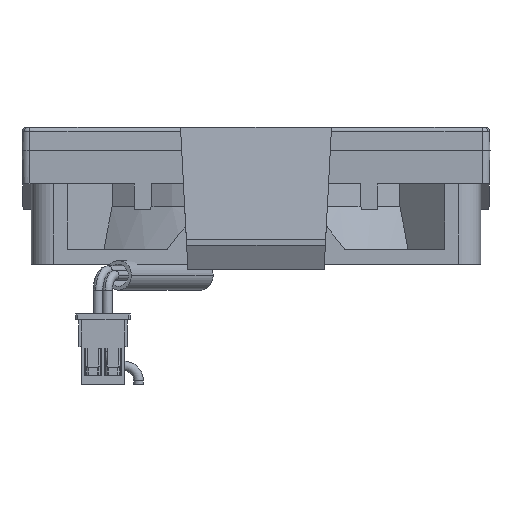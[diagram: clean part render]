
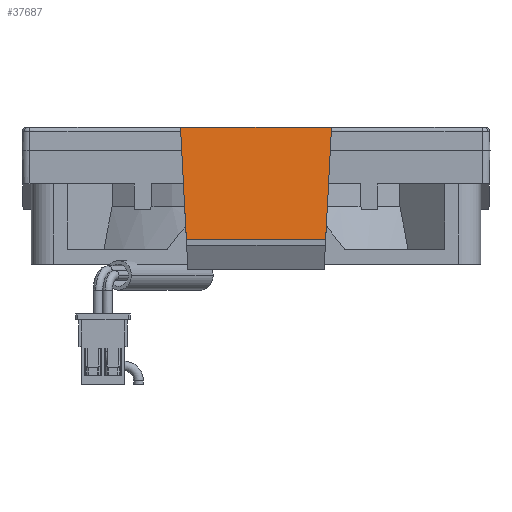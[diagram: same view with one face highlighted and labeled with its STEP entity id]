
A CAD part, left-side view. The second image highlights one B-rep face of the part: STEP entity #37687.
In plain terms, the highlighted planar face has unit normal (-0.995, 0, 0.104).
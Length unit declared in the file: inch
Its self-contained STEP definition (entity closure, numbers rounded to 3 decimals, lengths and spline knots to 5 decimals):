
#1671 = DIRECTION ( 'NONE',  ( -0.104, 0.052, -0.993 ) ) ;
#3197 = ORIENTED_EDGE ( 'NONE', *, *, #57074, .F. ) ;
#5774 = CARTESIAN_POINT ( 'NONE',  ( -1.31442, -0.38442, -0.17717 ) ) ;
#7104 = ORIENTED_EDGE ( 'NONE', *, *, #23740, .F. ) ;
#7684 = VECTOR ( 'NONE', #36247, 39.37008 ) ;
#9659 = DIRECTION ( 'NONE',  ( 0., 1., 0. ) ) ;
#11282 = DIRECTION ( 'NONE',  ( 0.105, 0., 0.995 ) ) ;
#11979 = EDGE_CURVE ( 'NONE', #27839, #46556, #65756, .T. ) ;
#13713 = EDGE_CURVE ( 'NONE', #40719, #35928, #36108, .T. ) ;
#13770 = LINE ( 'NONE', #49576, #40601 ) ;
#13877 = DIRECTION ( 'NONE',  ( -0.104, -0.052, -0.993 ) ) ;
#14992 = CARTESIAN_POINT ( 'NONE',  ( -1.34546, 0.3937, -0.47244 ) ) ;
#16214 = CARTESIAN_POINT ( 'NONE',  ( -1.27841, -0.40237, 0.16547 ) ) ;
#17106 = ORIENTED_EDGE ( 'NONE', *, *, #11979, .T. ) ;
#17538 = CARTESIAN_POINT ( 'NONE',  ( -1.29713, 0.39304, -0.0126 ) ) ;
#17889 = VECTOR ( 'NONE', #32701, 39.37008 ) ;
#21202 = PLANE ( 'NONE',  #35162 ) ;
#23616 = EDGE_LOOP ( 'NONE', ( #31345, #17106, #3197, #34444, #40304, #7104 ) ) ;
#23740 = EDGE_CURVE ( 'NONE', #57881, #40719, #13770, .T. ) ;
#24619 = VERTEX_POINT ( 'NONE', #62295 ) ;
#27839 = VERTEX_POINT ( 'NONE', #58144 ) ;
#28802 = VECTOR ( 'NONE', #1671, 39.37008 ) ;
#29255 = FACE_OUTER_BOUND ( 'NONE', #23616, .T. ) ;
#31024 = EDGE_CURVE ( 'NONE', #35928, #24619, #42232, .T. ) ;
#31044 = CARTESIAN_POINT ( 'NONE',  ( -1.28297, -0.4001, 0.12205 ) ) ;
#31345 = ORIENTED_EDGE ( 'NONE', *, *, #57685, .T. ) ;
#32701 = DIRECTION ( 'NONE',  ( -0.104, -0.052, -0.993 ) ) ;
#33257 = CARTESIAN_POINT ( 'NONE',  ( -1.29487, 0.39416, 0.00883 ) ) ;
#34444 = ORIENTED_EDGE ( 'NONE', *, *, #31024, .F. ) ;
#35162 = AXIS2_PLACEMENT_3D ( 'NONE', #37092, #52154, #11282 ) ;
#35928 = VERTEX_POINT ( 'NONE', #5774 ) ;
#36108 = LINE ( 'NONE', #16214, #7684 ) ;
#36247 = DIRECTION ( 'NONE',  ( -0.104, 0.052, -0.993 ) ) ;
#37092 = CARTESIAN_POINT ( 'NONE',  ( -1.28297, -1.24016, 0.12205 ) ) ;
#37687 = ADVANCED_FACE ( 'NONE', ( #29255 ), #21202, .T. ) ;
#40304 = ORIENTED_EDGE ( 'NONE', *, *, #13713, .F. ) ;
#40601 = VECTOR ( 'NONE', #59507, 39.37008 ) ;
#40719 = VERTEX_POINT ( 'NONE', #31044 ) ;
#42232 = LINE ( 'NONE', #42535, #28802 ) ;
#42535 = CARTESIAN_POINT ( 'NONE',  ( -1.27841, -0.40237, 0.16547 ) ) ;
#43279 = CARTESIAN_POINT ( 'NONE',  ( -1.28297, 0.4001, 0.12205 ) ) ;
#45171 = CARTESIAN_POINT ( 'NONE',  ( -1.34546, 0.36894, -0.47244 ) ) ;
#46267 = LINE ( 'NONE', #17538, #17889 ) ;
#46556 = VERTEX_POINT ( 'NONE', #45171 ) ;
#47269 = LINE ( 'NONE', #14992, #51206 ) ;
#49576 = CARTESIAN_POINT ( 'NONE',  ( -1.28297, -1.24016, 0.12205 ) ) ;
#51206 = VECTOR ( 'NONE', #9659, 39.37008 ) ;
#52154 = DIRECTION ( 'NONE',  ( -0.995, 0., 0.105 ) ) ;
#57001 = VECTOR ( 'NONE', #13877, 39.37008 ) ;
#57074 = EDGE_CURVE ( 'NONE', #24619, #46556, #47269, .T. ) ;
#57685 = EDGE_CURVE ( 'NONE', #57881, #27839, #46267, .T. ) ;
#57881 = VERTEX_POINT ( 'NONE', #43279 ) ;
#58144 = CARTESIAN_POINT ( 'NONE',  ( -1.31442, 0.38442, -0.17717 ) ) ;
#59507 = DIRECTION ( 'NONE',  ( 0., -1., 0. ) ) ;
#62295 = CARTESIAN_POINT ( 'NONE',  ( -1.34546, -0.36894, -0.47244 ) ) ;
#65756 = LINE ( 'NONE', #33257, #57001 ) ;
